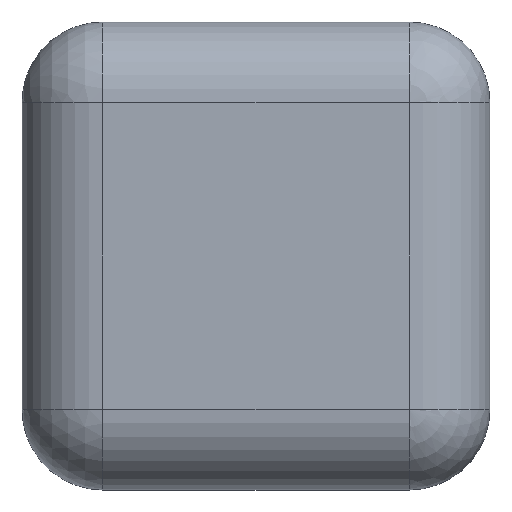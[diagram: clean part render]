
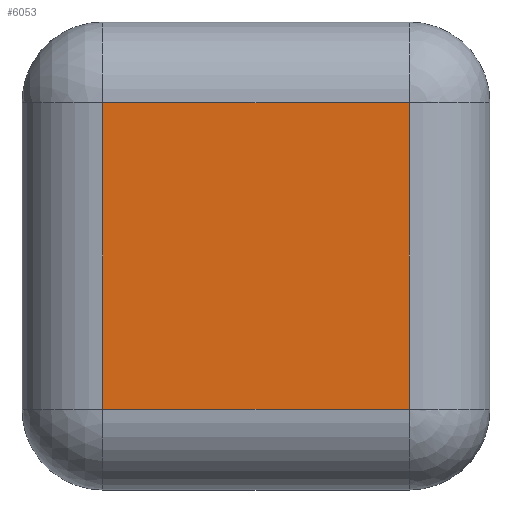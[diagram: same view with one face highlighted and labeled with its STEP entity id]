
A CAD part, front view. The second image highlights one B-rep face of the part: STEP entity #6053.
In plain terms, the highlighted planar face has unit normal (0, -1, 0).
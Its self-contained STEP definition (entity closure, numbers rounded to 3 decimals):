
#1027 = EDGE_CURVE ( 'NONE', #34400, #3807, #22063, .T. ) ;
#1766 = DIRECTION ( 'NONE',  ( 0., 0., -1. ) ) ;
#1864 = DIRECTION ( 'NONE',  ( 1., 0., 0. ) ) ;
#2219 = DIRECTION ( 'NONE',  ( 0., -1., 0. ) ) ;
#3807 = VERTEX_POINT ( 'NONE', #26985 ) ;
#5659 = ORIENTED_EDGE ( 'NONE', *, *, #29415, .T. ) ;
#6053 = ADVANCED_FACE ( 'NONE', ( #24006 ), #35908, .T. ) ;
#7333 = CARTESIAN_POINT ( 'NONE',  ( 0., -132.143, 151.929 ) ) ;
#7529 = DIRECTION ( 'NONE',  ( -1., 0., 0. ) ) ;
#8387 = VECTOR ( 'NONE', #35015, 1000. ) ;
#10383 = CARTESIAN_POINT ( 'NONE',  ( 151.929, -132.143, 0. ) ) ;
#11672 = CARTESIAN_POINT ( 'NONE',  ( 151.929, -132.143, 151.929 ) ) ;
#11783 = VERTEX_POINT ( 'NONE', #13577 ) ;
#13577 = CARTESIAN_POINT ( 'NONE',  ( -151.929, -132.143, -151.929 ) ) ;
#17973 = AXIS2_PLACEMENT_3D ( 'NONE', #20575, #2219, #33081 ) ;
#18344 = EDGE_CURVE ( 'NONE', #11783, #36774, #20997, .T. ) ;
#18864 = VECTOR ( 'NONE', #1864, 1000. ) ;
#19477 = ORIENTED_EDGE ( 'NONE', *, *, #35688, .T. ) ;
#19974 = CARTESIAN_POINT ( 'NONE',  ( 151.929, -132.143, -151.929 ) ) ;
#20410 = VECTOR ( 'NONE', #7529, 1000. ) ;
#20575 = CARTESIAN_POINT ( 'NONE',  ( 0., -132.143, 0. ) ) ;
#20997 = LINE ( 'NONE', #29488, #18864 ) ;
#22063 = LINE ( 'NONE', #7333, #20410 ) ;
#22841 = VECTOR ( 'NONE', #1766, 1000. ) ;
#23163 = ORIENTED_EDGE ( 'NONE', *, *, #1027, .T. ) ;
#24006 = FACE_OUTER_BOUND ( 'NONE', #39600, .T. ) ;
#25746 = LINE ( 'NONE', #10383, #8387 ) ;
#26985 = CARTESIAN_POINT ( 'NONE',  ( -151.929, -132.143, 151.929 ) ) ;
#27567 = ORIENTED_EDGE ( 'NONE', *, *, #18344, .T. ) ;
#29397 = CARTESIAN_POINT ( 'NONE',  ( -151.929, -132.143, 0. ) ) ;
#29415 = EDGE_CURVE ( 'NONE', #36774, #34400, #25746, .T. ) ;
#29488 = CARTESIAN_POINT ( 'NONE',  ( 0., -132.143, -151.929 ) ) ;
#33081 = DIRECTION ( 'NONE',  ( 0., 0., -1. ) ) ;
#34400 = VERTEX_POINT ( 'NONE', #11672 ) ;
#35015 = DIRECTION ( 'NONE',  ( 0., 0., 1. ) ) ;
#35058 = LINE ( 'NONE', #29397, #22841 ) ;
#35688 = EDGE_CURVE ( 'NONE', #3807, #11783, #35058, .T. ) ;
#35908 = PLANE ( 'NONE',  #17973 ) ;
#36774 = VERTEX_POINT ( 'NONE', #19974 ) ;
#39600 = EDGE_LOOP ( 'NONE', ( #23163, #19477, #27567, #5659 ) ) ;
